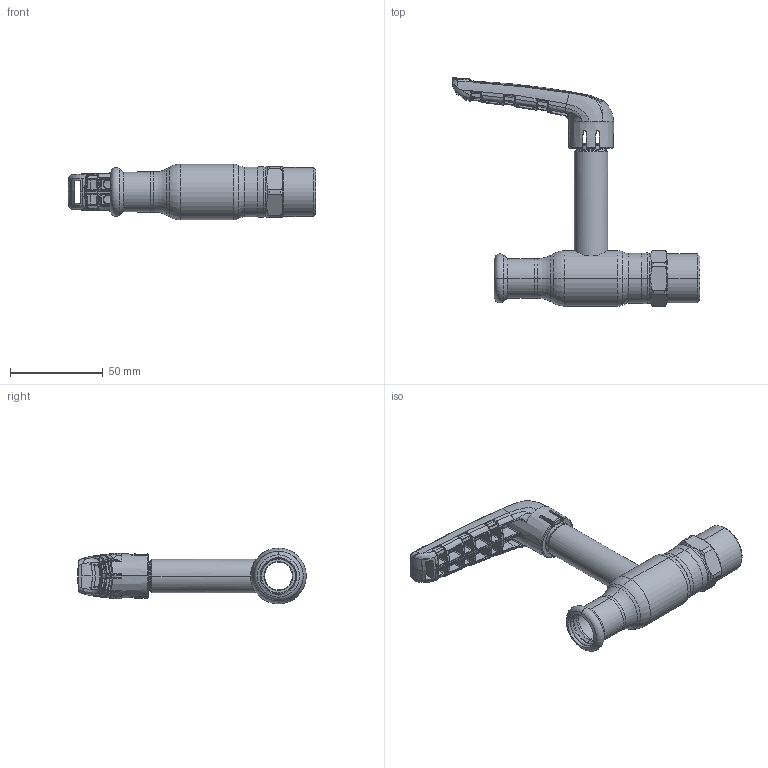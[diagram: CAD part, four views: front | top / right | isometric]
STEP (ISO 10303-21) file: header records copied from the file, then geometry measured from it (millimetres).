
FILE_DESCRIPTION (( 'STEP AP214' ), '1' );
FILE_NAME ('2015001211-xxxx.step', '2019-05-10T10:38:51', ( '' ), ( '' ), 'SwSTEP 2.0', 'SolidWorks 2017', '' );
FILE_SCHEMA (( 'AUTOMOTIVE_DESIGN' ));
Length unit declared in the file: millimetre
Products named in the file (1): 2015001211-xxxx
Bounding box: 133.28 x 123.08 x 30 mm (x, y, z)
Surface area: 26396.5 mm2 (no closed solid volume)
Topology: 0 solids, 8 shells, 837 faces, 2495 edges, 1556 vertices
Faces by surface type: bspline 669, plane 58, cylinder 42, torus 37, cone 31
Entity records: 60538 total; most frequent: CARTESIAN_POINT 35032, ORIENTED_EDGE 4294, EDGE_CURVE 2469, B_SPLINE_CURVE_WITH_KNOTS 1709, DIRECTION 1671, VERTEX_POINT 1556, EDGE_LOOP 858, UNCERTAINTY_MEASURE_WITH_UNIT 839
